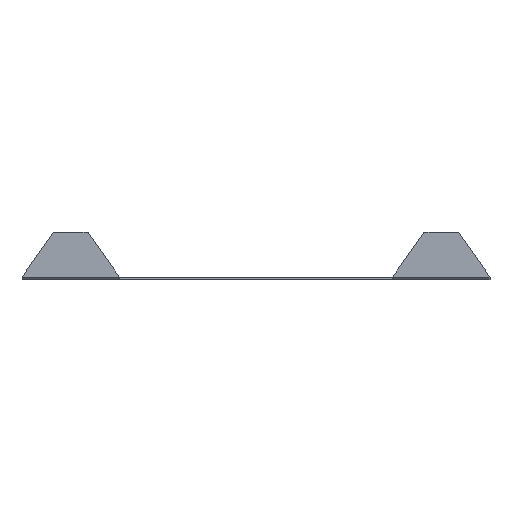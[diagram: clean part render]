
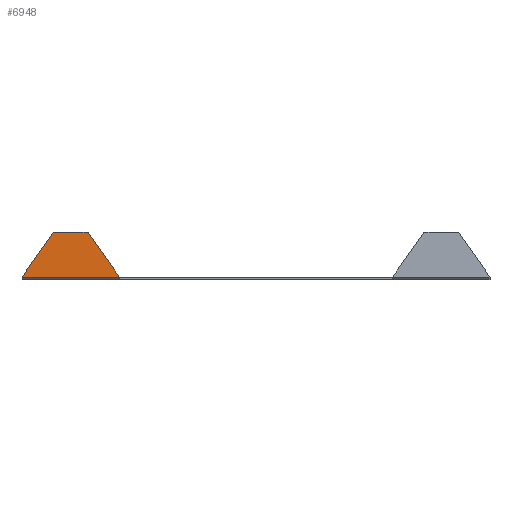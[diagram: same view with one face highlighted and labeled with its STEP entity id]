
A CAD part, top view. The second image highlights one B-rep face of the part: STEP entity #6948.
In plain terms, the highlighted planar face has unit normal (0, 0, 1).
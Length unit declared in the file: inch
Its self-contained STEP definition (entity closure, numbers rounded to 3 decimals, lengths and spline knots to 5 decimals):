
#192 = EDGE_LOOP ( 'NONE', ( #1722, #5119, #11501, #7868 ) ) ;
#263 = DIRECTION ( 'NONE',  ( -0.574, -0.819, 0. ) ) ;
#362 = CARTESIAN_POINT ( 'NONE',  ( -15., 0.125, 11.75 ) ) ;
#503 = FACE_OUTER_BOUND ( 'NONE', #192, .T. ) ;
#732 = DIRECTION ( 'NONE',  ( -0.574, 0.819, 0. ) ) ;
#991 = EDGE_CURVE ( 'NONE', #5579, #4275, #12159, .T. ) ;
#1722 = ORIENTED_EDGE ( 'NONE', *, *, #2872, .T. ) ;
#2003 = DIRECTION ( 'NONE',  ( -1., 0., 0. ) ) ;
#2872 = EDGE_CURVE ( 'NONE', #10283, #7584, #10763, .T. ) ;
#3106 = DIRECTION ( 'NONE',  ( -1., 0., 0. ) ) ;
#3767 = AXIS2_PLACEMENT_3D ( 'NONE', #7434, #11168, #10170 ) ;
#4275 = VERTEX_POINT ( 'NONE', #10994 ) ;
#4750 = EDGE_CURVE ( 'NONE', #5579, #7584, #6115, .T. ) ;
#4982 = VECTOR ( 'NONE', #2003, 39.37008 ) ;
#5119 = ORIENTED_EDGE ( 'NONE', *, *, #4750, .F. ) ;
#5155 = EDGE_CURVE ( 'NONE', #4275, #10283, #10764, .T. ) ;
#5376 = CARTESIAN_POINT ( 'NONE',  ( -12.9869, 3., 11.75 ) ) ;
#5422 = CARTESIAN_POINT ( 'NONE',  ( -5.81261, -4.07003, 11.75 ) ) ;
#5579 = VERTEX_POINT ( 'NONE', #10282 ) ;
#5823 = VECTOR ( 'NONE', #3106, 39.37008 ) ;
#5824 = CARTESIAN_POINT ( 'NONE',  ( 0., 3., 11.75 ) ) ;
#5910 = CARTESIAN_POINT ( 'NONE',  ( -10.12388, 7.08882, 11.75 ) ) ;
#6062 = CARTESIAN_POINT ( 'NONE',  ( -15., 0.125, 11.75 ) ) ;
#6115 = LINE ( 'NONE', #362, #5823 ) ;
#6948 = ADVANCED_FACE ( 'NONE', ( #503 ), #12042, .F. ) ;
#7434 = CARTESIAN_POINT ( 'NONE',  ( 0., 0., 11.75 ) ) ;
#7584 = VERTEX_POINT ( 'NONE', #6062 ) ;
#7868 = ORIENTED_EDGE ( 'NONE', *, *, #5155, .T. ) ;
#9999 = VECTOR ( 'NONE', #263, 39.37008 ) ;
#10170 = DIRECTION ( 'NONE',  ( -1., 0., 0. ) ) ;
#10282 = CARTESIAN_POINT ( 'NONE',  ( -8.75, 0.125, 11.75 ) ) ;
#10283 = VERTEX_POINT ( 'NONE', #5376 ) ;
#10763 = LINE ( 'NONE', #5910, #9999 ) ;
#10764 = LINE ( 'NONE', #5824, #4982 ) ;
#10994 = CARTESIAN_POINT ( 'NONE',  ( -10.7631, 3., 11.75 ) ) ;
#11168 = DIRECTION ( 'NONE',  ( 0., 0., -1. ) ) ;
#11501 = ORIENTED_EDGE ( 'NONE', *, *, #991, .T. ) ;
#11729 = VECTOR ( 'NONE', #732, 39.37008 ) ;
#12042 = PLANE ( 'NONE',  #3767 ) ;
#12159 = LINE ( 'NONE', #5422, #11729 ) ;
